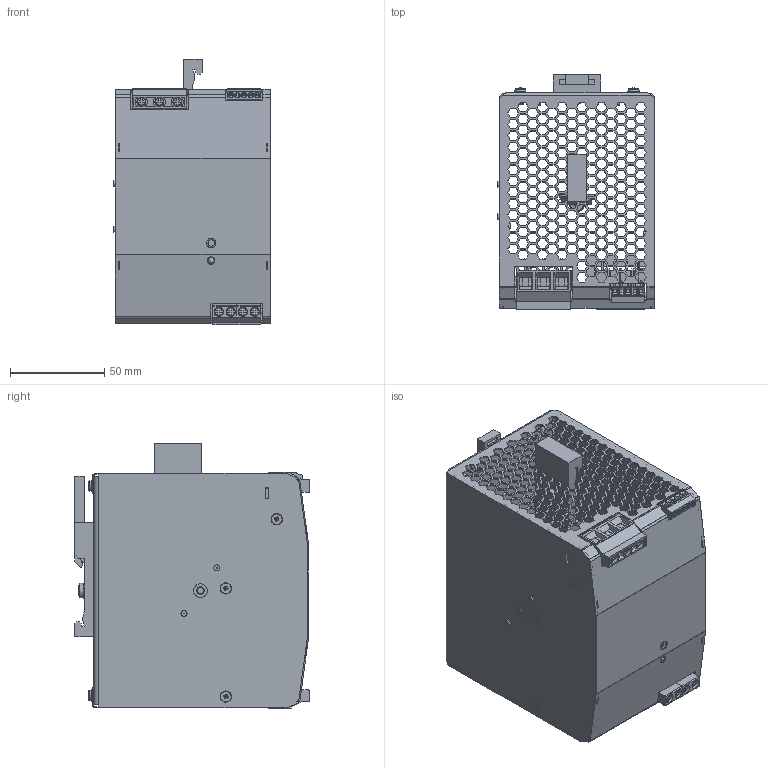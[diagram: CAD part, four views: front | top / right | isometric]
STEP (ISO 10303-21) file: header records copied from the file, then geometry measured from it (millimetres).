
FILE_DESCRIPTION( ( 'Unknown' ), '1' );
FILE_NAME( 'TIB_480.stp', 'Unknown', ( 'Unknown' ), ( 'Unknown' ), 'PSStep 14.0', 'Unknown', ' ' );
FILE_SCHEMA( ( 'AUTOMOTIVE_DESIGN { 1 0 10303 214 1 1 1 1 }' ) );
Length unit declared in the file: millimetre
Products named in the file (20): Assem1; MODULE; DIN_HOOK; DIN_LATCH; SCREW1-oa0
Bounding box: 83 x 124.05 x 140.5 mm (x, y, z)
Volume: 178813.1 mm3; surface area: 261203.2 mm2
Topology: 38 solids, 54 shells, 8434 faces, 25162 edges, 17000 vertices
Faces by surface type: plane 7310, cylinder 506, bspline 360, cone 150, torus 94, sphere 14
Full cylindrical faces by diameter (mm): 0.2 x12, 0.5 x8, 2 x2, 2.65 x10, 2.8 x10, 2.9 x20, 3 x48, 3.005 x8, 3.2 x38, 3.242 x2, 3.5 x10, 4 x8, 4.5 x6, 4.602 x8, 4.749 x8, 4.77 x6, 4.8 x12, 4.901 x8, 4.904 x8, 5 x2, 5.6 x26, 7.35 x2
Entity records: 187147 total; most frequent: CARTESIAN_POINT 42135, ORIENTED_EDGE 24356, DIRECTION 19740, EDGE_CURVE 12178, LINE 10370, VECTOR 10370, VERTEX_POINT 8361, EDGE_LOOP 5475
